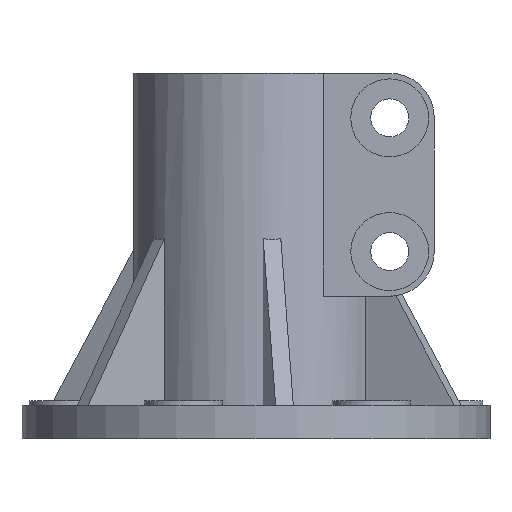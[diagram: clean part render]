
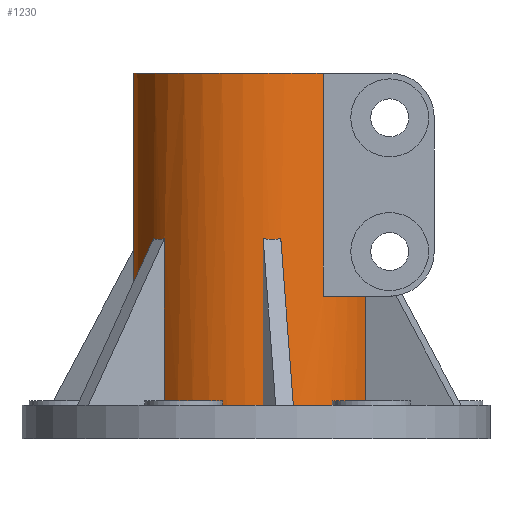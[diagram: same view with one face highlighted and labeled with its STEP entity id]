
A CAD part, left-side view. The second image highlights one B-rep face of the part: STEP entity #1230.
In plain terms, the highlighted cylindrical face has radius 55 mm (diameter 110 mm), a partial arc.
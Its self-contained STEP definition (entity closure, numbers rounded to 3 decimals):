
#20=LINE('',#1876,#94);
#22=LINE('',#1880,#96);
#49=LINE('',#1973,#123);
#50=LINE('',#1975,#124);
#65=LINE('',#2026,#139);
#66=LINE('',#2028,#140);
#69=LINE('',#2033,#143);
#78=LINE('',#2059,#152);
#79=LINE('',#2062,#153);
#80=LINE('',#2065,#154);
#81=LINE('',#2068,#155);
#82=LINE('',#2069,#156);
#94=VECTOR('',#1516,74.73);
#96=VECTOR('',#1520,74.73);
#123=VECTOR('',#1589,74.73);
#124=VECTOR('',#1592,74.73);
#139=VECTOR('',#1641,74.73);
#140=VECTOR('',#1644,74.73);
#143=VECTOR('',#1651,49.);
#152=VECTOR('',#1672,49.);
#153=VECTOR('',#1675,74.73);
#154=VECTOR('',#1678,74.73);
#155=VECTOR('',#1681,100.);
#156=VECTOR('',#1682,100.);
#164=ELLIPSE('',#1309,110.,55.);
#165=ELLIPSE('',#1331,110.,55.);
#169=ELLIPSE('',#1349,110.,55.);
#170=ELLIPSE('',#1361,110.,55.);
#189=CYLINDRICAL_SURFACE('',#1360,55.);
#314=FACE_OUTER_BOUND('',#407,.T.);
#407=EDGE_LOOP('',(#985,#986,#987,#988,#989,#990,#991,#992,#993,#994,#995,
#996,#997,#998,#999,#1000,#1001,#1002,#1003,#1004,#1005,#1006,#1007,#1008));
#499=CIRCLE('',#1320,55.);
#500=CIRCLE('',#1321,55.);
#501=CIRCLE('',#1322,55.);
#502=CIRCLE('',#1323,55.);
#503=CIRCLE('',#1324,55.);
#507=CIRCLE('',#1329,55.);
#512=CIRCLE('',#1345,55.);
#515=CIRCLE('',#1362,55.);
#564=VERTEX_POINT('',#1865);
#565=VERTEX_POINT('',#1866);
#568=VERTEX_POINT('',#1874);
#569=VERTEX_POINT('',#1878);
#584=VERTEX_POINT('',#1916);
#585=VERTEX_POINT('',#1918);
#588=VERTEX_POINT('',#1924);
#589=VERTEX_POINT('',#1927);
#592=VERTEX_POINT('',#1933);
#593=VERTEX_POINT('',#1935);
#596=VERTEX_POINT('',#1941);
#597=VERTEX_POINT('',#1943);
#605=VERTEX_POINT('',#1961);
#606=VERTEX_POINT('',#1963);
#607=VERTEX_POINT('',#1967);
#608=VERTEX_POINT('',#1968);
#623=VERTEX_POINT('',#2010);
#624=VERTEX_POINT('',#2012);
#626=VERTEX_POINT('',#2020);
#627=VERTEX_POINT('',#2021);
#632=VERTEX_POINT('',#2057);
#633=VERTEX_POINT('',#2061);
#634=VERTEX_POINT('',#2063);
#635=VERTEX_POINT('',#2066);
#682=EDGE_CURVE('',#564,#565,#164,.T.);
#687=EDGE_CURVE('',#565,#568,#20,.T.);
#689=EDGE_CURVE('',#569,#564,#22,.T.);
#704=EDGE_CURVE('',#584,#585,#499,.T.);
#708=EDGE_CURVE('',#588,#568,#500,.T.);
#709=EDGE_CURVE('',#569,#589,#501,.T.);
#713=EDGE_CURVE('',#592,#593,#502,.T.);
#717=EDGE_CURVE('',#596,#597,#503,.T.);
#727=EDGE_CURVE('',#606,#605,#507,.T.);
#729=EDGE_CURVE('',#607,#608,#165,.T.);
#732=EDGE_CURVE('',#608,#589,#49,.T.);
#733=EDGE_CURVE('',#592,#607,#50,.T.);
#751=EDGE_CURVE('',#624,#623,#512,.T.);
#755=EDGE_CURVE('',#626,#627,#169,.T.);
#758=EDGE_CURVE('',#627,#593,#65,.T.);
#759=EDGE_CURVE('',#596,#626,#66,.T.);
#762=EDGE_CURVE('',#605,#597,#69,.T.);
#773=EDGE_CURVE('',#584,#632,#78,.T.);
#774=EDGE_CURVE('',#588,#633,#79,.T.);
#775=EDGE_CURVE('',#633,#634,#170,.T.);
#776=EDGE_CURVE('',#634,#585,#80,.T.);
#777=EDGE_CURVE('',#632,#635,#515,.T.);
#778=EDGE_CURVE('',#635,#624,#81,.T.);
#779=EDGE_CURVE('',#623,#606,#82,.T.);
#985=ORIENTED_EDGE('',*,*,#687,.T.);
#986=ORIENTED_EDGE('',*,*,#708,.F.);
#987=ORIENTED_EDGE('',*,*,#774,.T.);
#988=ORIENTED_EDGE('',*,*,#775,.T.);
#989=ORIENTED_EDGE('',*,*,#776,.T.);
#990=ORIENTED_EDGE('',*,*,#704,.F.);
#991=ORIENTED_EDGE('',*,*,#773,.T.);
#992=ORIENTED_EDGE('',*,*,#777,.T.);
#993=ORIENTED_EDGE('',*,*,#778,.T.);
#994=ORIENTED_EDGE('',*,*,#751,.T.);
#995=ORIENTED_EDGE('',*,*,#779,.T.);
#996=ORIENTED_EDGE('',*,*,#727,.T.);
#997=ORIENTED_EDGE('',*,*,#762,.T.);
#998=ORIENTED_EDGE('',*,*,#717,.F.);
#999=ORIENTED_EDGE('',*,*,#759,.T.);
#1000=ORIENTED_EDGE('',*,*,#755,.T.);
#1001=ORIENTED_EDGE('',*,*,#758,.T.);
#1002=ORIENTED_EDGE('',*,*,#713,.F.);
#1003=ORIENTED_EDGE('',*,*,#733,.T.);
#1004=ORIENTED_EDGE('',*,*,#729,.T.);
#1005=ORIENTED_EDGE('',*,*,#732,.T.);
#1006=ORIENTED_EDGE('',*,*,#709,.F.);
#1007=ORIENTED_EDGE('',*,*,#689,.T.);
#1008=ORIENTED_EDGE('',*,*,#682,.T.);
#1230=ADVANCED_FACE('',(#314),#189,.T.);
#1309=AXIS2_PLACEMENT_3D('',#1867,#1508,#1509);
#1320=AXIS2_PLACEMENT_3D('',#1919,#1545,#1546);
#1321=AXIS2_PLACEMENT_3D('',#1926,#1550,#1551);
#1322=AXIS2_PLACEMENT_3D('',#1928,#1552,#1553);
#1323=AXIS2_PLACEMENT_3D('',#1936,#1557,#1558);
#1324=AXIS2_PLACEMENT_3D('',#1944,#1562,#1563);
#1329=AXIS2_PLACEMENT_3D('',#1964,#1578,#1579);
#1331=AXIS2_PLACEMENT_3D('',#1969,#1583,#1584);
#1345=AXIS2_PLACEMENT_3D('',#2013,#1625,#1626);
#1349=AXIS2_PLACEMENT_3D('',#2022,#1635,#1636);
#1360=AXIS2_PLACEMENT_3D('',#2060,#1673,#1674);
#1361=AXIS2_PLACEMENT_3D('',#2064,#1676,#1677);
#1362=AXIS2_PLACEMENT_3D('',#2067,#1679,#1680);
#1508=DIRECTION('center_axis',(-0.527,0.687,0.5));
#1509=DIRECTION('ref_axis',(-0.304,0.397,-0.866));
#1516=DIRECTION('',(0.,0.,-1.));
#1520=DIRECTION('',(0.,0.,1.));
#1545=DIRECTION('center_axis',(0.,0.,-1.));
#1546=DIRECTION('ref_axis',(0.,1.,0.));
#1550=DIRECTION('center_axis',(0.,0.,-1.));
#1551=DIRECTION('ref_axis',(0.,1.,0.));
#1552=DIRECTION('center_axis',(0.,0.,-1.));
#1553=DIRECTION('ref_axis',(0.,1.,0.));
#1557=DIRECTION('center_axis',(0.,0.,-1.));
#1558=DIRECTION('ref_axis',(0.,1.,0.));
#1562=DIRECTION('center_axis',(0.,0.,-1.));
#1563=DIRECTION('ref_axis',(0.,1.,0.));
#1578=DIRECTION('center_axis',(0.,0.,-1.));
#1579=DIRECTION('ref_axis',(0.,1.,0.));
#1583=DIRECTION('center_axis',(0.331,0.8,0.5));
#1584=DIRECTION('ref_axis',(0.191,0.462,-0.866));
#1589=DIRECTION('',(0.,0.,-1.));
#1592=DIRECTION('',(0.,0.,1.));
#1625=DIRECTION('center_axis',(0.,0.,-1.));
#1626=DIRECTION('ref_axis',(0.,1.,0.));
#1635=DIRECTION('center_axis',(0.859,0.113,0.5));
#1636=DIRECTION('ref_axis',(0.496,0.065,-0.866));
#1641=DIRECTION('',(0.,0.,-1.));
#1644=DIRECTION('',(0.,0.,1.));
#1651=DIRECTION('',(0.,0.,-1.));
#1672=DIRECTION('',(0.,0.,1.));
#1673=DIRECTION('center_axis',(0.,0.,-1.));
#1674=DIRECTION('ref_axis',(0.,1.,0.));
#1675=DIRECTION('',(0.,0.,1.));
#1676=DIRECTION('center_axis',(-0.859,-0.113,0.5));
#1677=DIRECTION('ref_axis',(0.496,0.065,0.866));
#1678=DIRECTION('',(0.,0.,-1.));
#1679=DIRECTION('center_axis',(0.,0.,-1.));
#1680=DIRECTION('ref_axis',(0.,1.,0.));
#1681=DIRECTION('',(0.,0.,1.));
#1682=DIRECTION('',(0.,0.,-1.));
#1865=CARTESIAN_POINT('',(-30.22,45.954,89.73));
#1866=CARTESIAN_POINT('',(-36.567,41.084,89.73));
#1867=CARTESIAN_POINT('Origin',(0.,0.,184.741));
#1874=CARTESIAN_POINT('',(-36.567,41.084,15.));
#1876=CARTESIAN_POINT('',(-36.567,41.084,89.5));
#1878=CARTESIAN_POINT('',(-30.22,45.954,15.));
#1880=CARTESIAN_POINT('',(-30.22,45.954,89.5));
#1916=CARTESIAN_POINT('',(-24.687,-49.148,15.));
#1918=CARTESIAN_POINT('',(-53.863,-11.126,15.));
#1919=CARTESIAN_POINT('Origin',(0.,0.,15.));
#1924=CARTESIAN_POINT('',(-54.907,-3.194,15.));
#1926=CARTESIAN_POINT('Origin',(0.,0.,15.));
#1927=CARTESIAN_POINT('',(17.296,52.21,15.));
#1928=CARTESIAN_POINT('Origin',(0.,0.,15.));
#1933=CARTESIAN_POINT('',(24.687,49.148,15.));
#1935=CARTESIAN_POINT('',(53.863,11.126,15.));
#1936=CARTESIAN_POINT('Origin',(0.,0.,15.));
#1941=CARTESIAN_POINT('',(54.907,3.194,15.));
#1943=CARTESIAN_POINT('',(36.567,-41.084,15.));
#1944=CARTESIAN_POINT('Origin',(0.,0.,15.));
#1961=CARTESIAN_POINT('',(36.567,-41.084,64.));
#1963=CARTESIAN_POINT('',(46.,-30.15,64.));
#1964=CARTESIAN_POINT('Origin',(0.,0.,64.));
#1967=CARTESIAN_POINT('',(24.687,49.148,89.73));
#1968=CARTESIAN_POINT('',(17.296,52.21,89.73));
#1969=CARTESIAN_POINT('Origin',(0.,0.,184.741));
#1973=CARTESIAN_POINT('',(17.296,52.21,89.5));
#1975=CARTESIAN_POINT('',(24.687,49.148,89.5));
#2010=CARTESIAN_POINT('',(46.,-30.15,164.));
#2012=CARTESIAN_POINT('',(-46.,-30.15,164.));
#2013=CARTESIAN_POINT('Origin',(0.,0.,164.));
#2020=CARTESIAN_POINT('',(54.907,3.194,89.73));
#2021=CARTESIAN_POINT('',(53.863,11.126,89.73));
#2022=CARTESIAN_POINT('Origin',(0.,0.,184.741));
#2026=CARTESIAN_POINT('',(53.863,11.126,89.5));
#2028=CARTESIAN_POINT('',(54.907,3.194,89.5));
#2033=CARTESIAN_POINT('',(36.567,-41.084,89.5));
#2057=CARTESIAN_POINT('',(-24.687,-49.148,64.));
#2059=CARTESIAN_POINT('',(-24.687,-49.148,89.5));
#2060=CARTESIAN_POINT('Origin',(0.,0.,89.5));
#2061=CARTESIAN_POINT('',(-54.907,-3.194,89.73));
#2062=CARTESIAN_POINT('',(-54.907,-3.194,89.5));
#2063=CARTESIAN_POINT('',(-53.863,-11.126,89.73));
#2064=CARTESIAN_POINT('Origin',(0.,0.,184.741));
#2065=CARTESIAN_POINT('',(-53.863,-11.126,89.5));
#2066=CARTESIAN_POINT('',(-46.,-30.15,64.));
#2067=CARTESIAN_POINT('Origin',(0.,0.,64.));
#2068=CARTESIAN_POINT('',(-46.,-30.15,89.5));
#2069=CARTESIAN_POINT('',(46.,-30.15,89.5));
